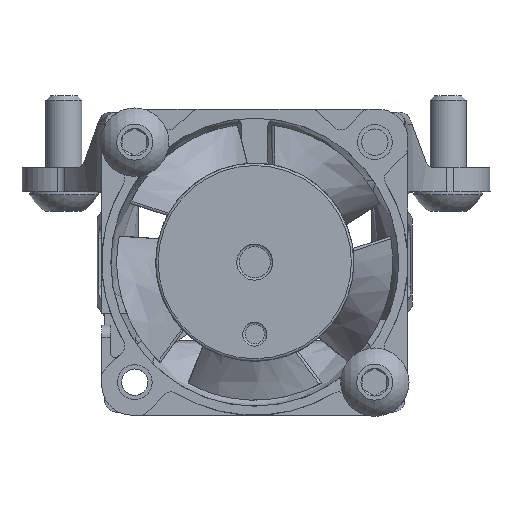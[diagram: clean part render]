
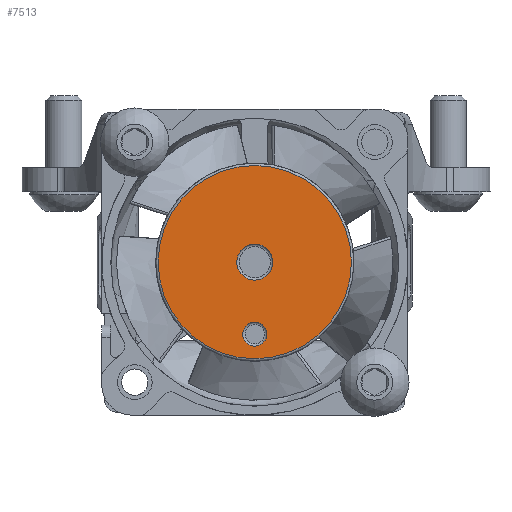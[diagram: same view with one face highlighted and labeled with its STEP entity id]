
A CAD part, front view. The second image highlights one B-rep face of the part: STEP entity #7513.
In plain terms, the highlighted face is planar.
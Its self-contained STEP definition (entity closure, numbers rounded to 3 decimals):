
#443=FACE_BOUND('',#1254,.T.);
#444=FACE_BOUND('',#1255,.T.);
#513=PLANE('',#8119);
#799=FACE_OUTER_BOUND('',#1253,.T.);
#1253=EDGE_LOOP('',(#5701));
#1254=EDGE_LOOP('',(#5702));
#1255=EDGE_LOOP('',(#5703));
#2872=CIRCLE('',#8117,8.05);
#2874=CIRCLE('',#8120,1.5);
#2875=CIRCLE('',#8121,1.);
#3318=VERTEX_POINT('',#13415);
#3319=VERTEX_POINT('',#13419);
#3320=VERTEX_POINT('',#13421);
#4177=EDGE_CURVE('',#3318,#3318,#2872,.T.);
#4179=EDGE_CURVE('',#3319,#3319,#2874,.T.);
#4180=EDGE_CURVE('',#3320,#3320,#2875,.T.);
#5701=ORIENTED_EDGE('',*,*,#4177,.F.);
#5702=ORIENTED_EDGE('',*,*,#4179,.T.);
#5703=ORIENTED_EDGE('',*,*,#4180,.T.);
#7513=ADVANCED_FACE('',(#799,#443,#444),#513,.T.);
#8117=AXIS2_PLACEMENT_3D('',#13416,#9265,#9266);
#8119=AXIS2_PLACEMENT_3D('',#13418,#9269,#9270);
#8120=AXIS2_PLACEMENT_3D('',#13420,#9271,#9272);
#8121=AXIS2_PLACEMENT_3D('',#13422,#9273,#9274);
#9265=DIRECTION('center_axis',(0.,0.,-1.));
#9266=DIRECTION('ref_axis',(1.,0.,0.));
#9269=DIRECTION('center_axis',(0.,0.,1.));
#9270=DIRECTION('ref_axis',(1.,0.,0.));
#9271=DIRECTION('center_axis',(0.,0.,-1.));
#9272=DIRECTION('ref_axis',(1.,0.,0.));
#9273=DIRECTION('center_axis',(0.,0.,-1.));
#9274=DIRECTION('ref_axis',(1.,0.,0.));
#13415=CARTESIAN_POINT('',(-8.05,0.,10.));
#13416=CARTESIAN_POINT('Origin',(0.,0.,10.));
#13418=CARTESIAN_POINT('Origin',(0.,0.,10.));
#13419=CARTESIAN_POINT('',(1.5,0.,10.));
#13420=CARTESIAN_POINT('Origin',(0.,0.,10.));
#13421=CARTESIAN_POINT('',(1.,-6.,10.));
#13422=CARTESIAN_POINT('Origin',(0.,-6.,10.));
